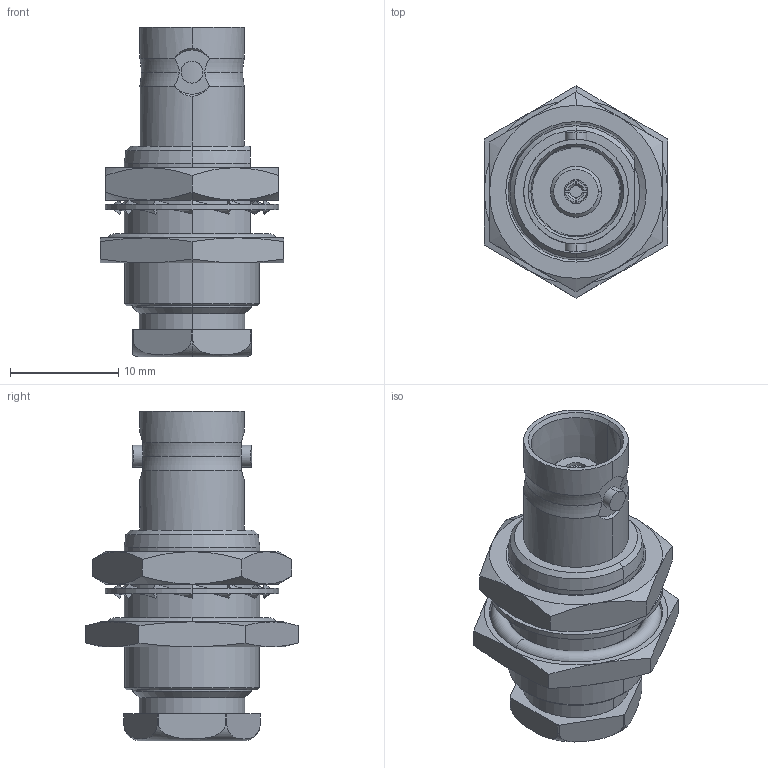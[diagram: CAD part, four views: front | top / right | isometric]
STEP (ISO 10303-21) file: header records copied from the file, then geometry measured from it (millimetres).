
FILE_DESCRIPTION (( 'STEP AP214' ), '1' );
FILE_NAME ('J01001A1319.STEP', '2015-12-10T08:53:57', ( '' ), ( '' ), 'SwSTEP 2.0', 'SolidWorks 2015', '' );
FILE_SCHEMA (( 'AUTOMOTIVE_DESIGN' ));
Length unit declared in the file: millimetre
Products named in the file (1): J01001A1319
Bounding box: 17 x 19.63 x 30.5 mm (x, y, z)
Volume: 3189.6 mm3; surface area: 2774.9 mm2
Topology: 3 solids, 3 shells, 262 faces, 655 edges, 414 vertices
Faces by surface type: plane 98, cone 60, cylinder 54, bspline 36, torus 14
Entity records: 11562 total; most frequent: CARTESIAN_POINT 2756, ORIENTED_EDGE 1310, DIRECTION 1109, EDGE_CURVE 655, VERTEX_POINT 414, AXIS2_PLACEMENT_3D 411, VECTOR 287, LINE 287
